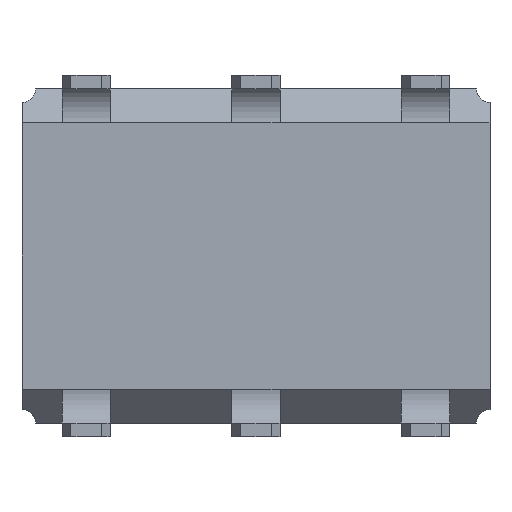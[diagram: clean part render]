
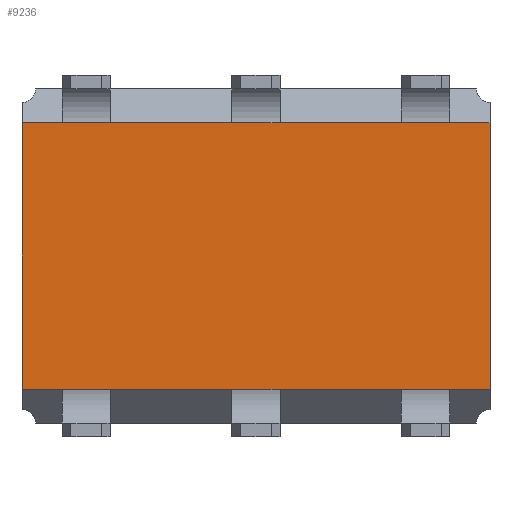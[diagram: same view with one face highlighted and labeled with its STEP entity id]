
A CAD part, front view. The second image highlights one B-rep face of the part: STEP entity #9236.
In plain terms, the highlighted planar face has unit normal (0, -1, 0).
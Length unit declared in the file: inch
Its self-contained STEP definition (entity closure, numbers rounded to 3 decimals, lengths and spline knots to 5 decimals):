
#198 = VECTOR ( 'NONE', #19357, 39.37008 ) ;
#226 = CARTESIAN_POINT ( 'NONE',  ( -1.80862, -0.14289, 0.89394 ) ) ;
#464 = ORIENTED_EDGE ( 'NONE', *, *, #13716, .T. ) ;
#478 = AXIS2_PLACEMENT_3D ( 'NONE', #6425, #7814, #3695 ) ;
#613 = CARTESIAN_POINT ( 'NONE',  ( -1.57994, -0.14289, 1.05094 ) ) ;
#957 = CARTESIAN_POINT ( 'NONE',  ( -1.64215, -0.14289, 0.89394 ) ) ;
#1138 = CARTESIAN_POINT ( 'NONE',  ( -1.83228, -0.14289, 0.89394 ) ) ;
#1145 = LINE ( 'NONE', #19346, #19045 ) ;
#1184 = DIRECTION ( 'NONE',  ( 1., 0., 0. ) ) ;
#1270 = LINE ( 'NONE', #7243, #12090 ) ;
#1406 = EDGE_CURVE ( 'NONE', #8316, #6818, #8555, .T. ) ;
#1507 = ORIENTED_EDGE ( 'NONE', *, *, #7158, .F. ) ;
#1666 = ORIENTED_EDGE ( 'NONE', *, *, #16612, .T. ) ;
#2095 = EDGE_CURVE ( 'NONE', #6656, #6104, #14821, .T. ) ;
#2170 = VERTEX_POINT ( 'NONE', #7928 ) ;
#2272 = DIRECTION ( 'NONE',  ( -1., 0., 0. ) ) ;
#2657 = VERTEX_POINT ( 'NONE', #12809 ) ;
#2821 = ORIENTED_EDGE ( 'NONE', *, *, #5007, .F. ) ;
#3027 = CARTESIAN_POINT ( 'NONE',  ( -1.83228, -0.14289, 1.05094 ) ) ;
#3208 = VERTEX_POINT ( 'NONE', #226 ) ;
#3695 = DIRECTION ( 'NONE',  ( 0., 0., 1. ) ) ;
#3699 = LINE ( 'NONE', #15746, #9287 ) ;
#3819 = VECTOR ( 'NONE', #8746, 39.37008 ) ;
#3929 = EDGE_LOOP ( 'NONE', ( #14906, #11529, #7052, #17375, #1507, #19154, #2821, #15245, #11814, #3939, #15935, #11760, #4787, #15331, #464, #1666 ) ) ;
#3939 = ORIENTED_EDGE ( 'NONE', *, *, #5972, .T. ) ;
#4178 = CARTESIAN_POINT ( 'NONE',  ( -1.83228, -0.14289, 1.05094 ) ) ;
#4226 = DIRECTION ( 'NONE',  ( -1., 0., 0. ) ) ;
#4240 = LINE ( 'NONE', #14987, #3819 ) ;
#4687 = VECTOR ( 'NONE', #13412, 39.37008 ) ;
#4751 = EDGE_CURVE ( 'NONE', #10038, #15725, #12253, .T. ) ;
#4777 = VECTOR ( 'NONE', #4226, 39.37008 ) ;
#4787 = ORIENTED_EDGE ( 'NONE', *, *, #10610, .T. ) ;
#5007 = EDGE_CURVE ( 'NONE', #10038, #5679, #10734, .T. ) ;
#5550 = LINE ( 'NONE', #14571, #198 ) ;
#5679 = VERTEX_POINT ( 'NONE', #17918 ) ;
#5741 = DIRECTION ( 'NONE',  ( 1., 0., 0. ) ) ;
#5972 = EDGE_CURVE ( 'NONE', #9530, #3208, #8644, .T. ) ;
#6081 = EDGE_CURVE ( 'NONE', #15725, #9530, #11528, .T. ) ;
#6104 = VERTEX_POINT ( 'NONE', #9463 ) ;
#6425 = CARTESIAN_POINT ( 'NONE',  ( -1.83228, -0.14289, 1.07094 ) ) ;
#6553 = CARTESIAN_POINT ( 'NONE',  ( -1.60862, -0.14289, 1.05094 ) ) ;
#6599 = VECTOR ( 'NONE', #15862, 39.37008 ) ;
#6620 = VECTOR ( 'NONE', #12157, 39.37008 ) ;
#6656 = VERTEX_POINT ( 'NONE', #15624 ) ;
#6818 = VERTEX_POINT ( 'NONE', #613 ) ;
#6982 = EDGE_CURVE ( 'NONE', #3208, #6656, #4240, .T. ) ;
#7052 = ORIENTED_EDGE ( 'NONE', *, *, #1406, .F. ) ;
#7158 = EDGE_CURVE ( 'NONE', #18524, #17972, #10855, .T. ) ;
#7169 = CARTESIAN_POINT ( 'NONE',  ( -1.64215, -0.14289, 1.05094 ) ) ;
#7243 = CARTESIAN_POINT ( 'NONE',  ( -1.83228, -0.14289, 1.05094 ) ) ;
#7400 = EDGE_CURVE ( 'NONE', #2170, #17770, #5550, .T. ) ;
#7814 = DIRECTION ( 'NONE',  ( 0., 1., 0. ) ) ;
#7928 = CARTESIAN_POINT ( 'NONE',  ( -1.55628, -0.14289, 1.05094 ) ) ;
#7961 = CARTESIAN_POINT ( 'NONE',  ( -1.60862, -0.14289, 0.89394 ) ) ;
#8316 = VERTEX_POINT ( 'NONE', #6553 ) ;
#8555 = LINE ( 'NONE', #7169, #16372 ) ;
#8644 = LINE ( 'NONE', #14707, #13514 ) ;
#8746 = DIRECTION ( 'NONE',  ( 1., 0., 0. ) ) ;
#9139 = CARTESIAN_POINT ( 'NONE',  ( -1.74215, -0.14289, 1.05094 ) ) ;
#9236 = ADVANCED_FACE ( 'NONE', ( #16948 ), #10925, .F. ) ;
#9287 = VECTOR ( 'NONE', #14246, 39.37008 ) ;
#9463 = CARTESIAN_POINT ( 'NONE',  ( -1.70862, -0.14289, 0.89394 ) ) ;
#9530 = VERTEX_POINT ( 'NONE', #1138 ) ;
#9738 = LINE ( 'NONE', #15798, #14772 ) ;
#9890 = LINE ( 'NONE', #12945, #6599 ) ;
#10038 = VERTEX_POINT ( 'NONE', #10435 ) ;
#10261 = VERTEX_POINT ( 'NONE', #10375 ) ;
#10269 = DIRECTION ( 'NONE',  ( -1., 0., 0. ) ) ;
#10375 = CARTESIAN_POINT ( 'NONE',  ( -1.68009, -0.14289, 0.89394 ) ) ;
#10435 = CARTESIAN_POINT ( 'NONE',  ( -1.80862, -0.14289, 1.05094 ) ) ;
#10610 = EDGE_CURVE ( 'NONE', #6104, #10261, #3699, .T. ) ;
#10670 = DIRECTION ( 'NONE',  ( 1., 0., 0. ) ) ;
#10734 = LINE ( 'NONE', #16650, #13181 ) ;
#10805 = VECTOR ( 'NONE', #12833, 39.37008 ) ;
#10855 = LINE ( 'NONE', #9139, #12603 ) ;
#10925 = PLANE ( 'NONE',  #478 ) ;
#11528 = LINE ( 'NONE', #17638, #4687 ) ;
#11529 = ORIENTED_EDGE ( 'NONE', *, *, #12525, .T. ) ;
#11659 = CARTESIAN_POINT ( 'NONE',  ( -1.83228, -0.14289, 1.05094 ) ) ;
#11760 = ORIENTED_EDGE ( 'NONE', *, *, #2095, .T. ) ;
#11814 = ORIENTED_EDGE ( 'NONE', *, *, #6081, .T. ) ;
#12090 = VECTOR ( 'NONE', #10269, 39.37008 ) ;
#12098 = VERTEX_POINT ( 'NONE', #7961 ) ;
#12157 = DIRECTION ( 'NONE',  ( -1., 0., 0. ) ) ;
#12253 = LINE ( 'NONE', #3027, #6620 ) ;
#12525 = EDGE_CURVE ( 'NONE', #2170, #6818, #9738, .T. ) ;
#12603 = VECTOR ( 'NONE', #10670, 39.37008 ) ;
#12729 = CARTESIAN_POINT ( 'NONE',  ( -1.55628, -0.14289, 0.89394 ) ) ;
#12809 = CARTESIAN_POINT ( 'NONE',  ( -1.57994, -0.14289, 0.89394 ) ) ;
#12833 = DIRECTION ( 'NONE',  ( 1., 0., 0. ) ) ;
#12945 = CARTESIAN_POINT ( 'NONE',  ( -1.56428, -0.14289, 0.89394 ) ) ;
#13083 = DIRECTION ( 'NONE',  ( 1., 0., 0. ) ) ;
#13181 = VECTOR ( 'NONE', #16843, 39.37008 ) ;
#13412 = DIRECTION ( 'NONE',  ( 0., 0., -1. ) ) ;
#13508 = EDGE_CURVE ( 'NONE', #18524, #5679, #1270, .T. ) ;
#13514 = VECTOR ( 'NONE', #1184, 39.37008 ) ;
#13716 = EDGE_CURVE ( 'NONE', #12098, #2657, #15664, .T. ) ;
#13757 = CARTESIAN_POINT ( 'NONE',  ( -1.56428, -0.14289, 0.89394 ) ) ;
#14140 = CARTESIAN_POINT ( 'NONE',  ( -1.70862, -0.14289, 1.05094 ) ) ;
#14246 = DIRECTION ( 'NONE',  ( 1., 0., 0. ) ) ;
#14317 = CARTESIAN_POINT ( 'NONE',  ( -1.68009, -0.14289, 1.05094 ) ) ;
#14551 = EDGE_CURVE ( 'NONE', #10261, #12098, #9890, .T. ) ;
#14571 = CARTESIAN_POINT ( 'NONE',  ( -1.55628, -0.14289, 1.07094 ) ) ;
#14579 = LINE ( 'NONE', #11659, #4777 ) ;
#14707 = CARTESIAN_POINT ( 'NONE',  ( -1.56428, -0.14289, 0.89394 ) ) ;
#14772 = VECTOR ( 'NONE', #2272, 39.37008 ) ;
#14821 = LINE ( 'NONE', #13757, #15400 ) ;
#14906 = ORIENTED_EDGE ( 'NONE', *, *, #7400, .F. ) ;
#14987 = CARTESIAN_POINT ( 'NONE',  ( -1.84215, -0.14289, 0.89394 ) ) ;
#15245 = ORIENTED_EDGE ( 'NONE', *, *, #4751, .T. ) ;
#15331 = ORIENTED_EDGE ( 'NONE', *, *, #14551, .T. ) ;
#15400 = VECTOR ( 'NONE', #16970, 39.37008 ) ;
#15426 = EDGE_CURVE ( 'NONE', #8316, #17972, #14579, .T. ) ;
#15624 = CARTESIAN_POINT ( 'NONE',  ( -1.78023, -0.14289, 0.89394 ) ) ;
#15664 = LINE ( 'NONE', #957, #10805 ) ;
#15725 = VERTEX_POINT ( 'NONE', #4178 ) ;
#15746 = CARTESIAN_POINT ( 'NONE',  ( -1.74215, -0.14289, 0.89394 ) ) ;
#15798 = CARTESIAN_POINT ( 'NONE',  ( -1.83228, -0.14289, 1.05094 ) ) ;
#15862 = DIRECTION ( 'NONE',  ( 1., 0., 0. ) ) ;
#15935 = ORIENTED_EDGE ( 'NONE', *, *, #6982, .T. ) ;
#16372 = VECTOR ( 'NONE', #13083, 39.37008 ) ;
#16612 = EDGE_CURVE ( 'NONE', #2657, #17770, #1145, .T. ) ;
#16650 = CARTESIAN_POINT ( 'NONE',  ( -1.84215, -0.14289, 1.05094 ) ) ;
#16843 = DIRECTION ( 'NONE',  ( 1., 0., 0. ) ) ;
#16948 = FACE_OUTER_BOUND ( 'NONE', #3929, .T. ) ;
#16970 = DIRECTION ( 'NONE',  ( 1., 0., 0. ) ) ;
#17375 = ORIENTED_EDGE ( 'NONE', *, *, #15426, .T. ) ;
#17638 = CARTESIAN_POINT ( 'NONE',  ( -1.83228, -0.14289, 1.07094 ) ) ;
#17770 = VERTEX_POINT ( 'NONE', #12729 ) ;
#17918 = CARTESIAN_POINT ( 'NONE',  ( -1.78023, -0.14289, 1.05094 ) ) ;
#17972 = VERTEX_POINT ( 'NONE', #14317 ) ;
#18524 = VERTEX_POINT ( 'NONE', #14140 ) ;
#19045 = VECTOR ( 'NONE', #5741, 39.37008 ) ;
#19154 = ORIENTED_EDGE ( 'NONE', *, *, #13508, .T. ) ;
#19346 = CARTESIAN_POINT ( 'NONE',  ( -1.56428, -0.14289, 0.89394 ) ) ;
#19357 = DIRECTION ( 'NONE',  ( 0., 0., -1. ) ) ;
